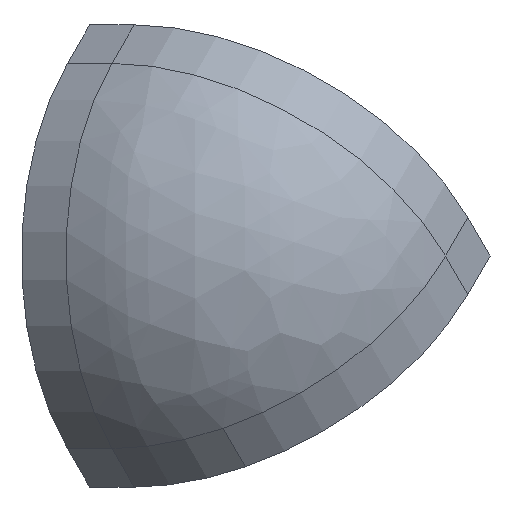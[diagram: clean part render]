
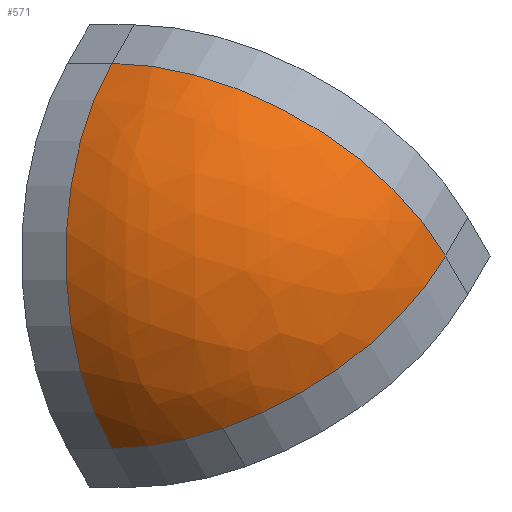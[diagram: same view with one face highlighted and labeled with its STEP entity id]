
A CAD part, front view. The second image highlights one B-rep face of the part: STEP entity #571.
In plain terms, the highlighted free-form (B-spline) face has degree [3, 3] with [4, 4] control points.
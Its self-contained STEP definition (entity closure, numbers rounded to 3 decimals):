
#2 = DIRECTION ( 'NONE',  ( 0.577, 0.817, 0. ) ) ;
#17 = CARTESIAN_POINT ( 'NONE',  ( 0., 0., 0. ) ) ;
#20 = CARTESIAN_POINT ( 'NONE',  ( 12.074, -16.522, -20.68 ) ) ;
#54 = CARTESIAN_POINT ( 'NONE',  ( 20.414, -14.432, 0. ) ) ;
#60 = CARTESIAN_POINT ( 'NONE',  ( 20.549, -8.888, 11.124 ) ) ;
#63 = ORIENTED_EDGE ( 'NONE', *, *, #676, .T. ) ;
#66 = CARTESIAN_POINT ( 'NONE',  ( -14.65, -12.645, -15.826 ) ) ;
#76 = CARTESIAN_POINT ( 'NONE',  ( -14.65, -12.645, 15.826 ) ) ;
#128 = ORIENTED_EDGE ( 'NONE', *, *, #611, .T. ) ;
#158 = CARTESIAN_POINT ( 'NONE',  ( 0., 0., 0. ) ) ;
#159 = FACE_OUTER_BOUND ( 'NONE', #259, .T. ) ;
#161 = CARTESIAN_POINT ( 'NONE',  ( -10.205, -14.435, -17.678 ) ) ;
#164 = CARTESIAN_POINT ( 'NONE',  ( 0., -19.364, -15.812 ) ) ;
#171 = CARTESIAN_POINT ( 'NONE',  ( 20.549, -16.619, 4.948 ) ) ;
#173 = DIRECTION ( 'NONE',  ( 0., 0.775, -0.632 ) ) ;
#251 = DIRECTION ( 'NONE',  ( 0., -0.775, -0.632 ) ) ;
#259 = EDGE_LOOP ( 'NONE', ( #63, #684, #128, #454 ) ) ;
#282 = AXIS2_PLACEMENT_3D ( 'NONE', #666, #418, #173 ) ;
#306 = DIRECTION ( 'NONE',  ( 0.817, -0.577, 0. ) ) ;
#314 = CARTESIAN_POINT ( 'NONE',  ( 12.074, -30.894, 9.197 ) ) ;
#321 = CARTESIAN_POINT ( 'NONE',  ( -2.593, -18.088, -22.639 ) ) ;
#324 = AXIS2_PLACEMENT_3D ( 'NONE', #631, #739, #251 ) ;
#369 = CARTESIAN_POINT ( 'NONE',  ( -14.65, -23.643, -7.039 ) ) ;
#379 = VERTEX_POINT ( 'NONE', #161 ) ;
#399 = CIRCLE ( 'NONE', #324, 25. ) ;
#404 = DIRECTION ( 'NONE',  ( -0.408, -0.577, 0.707 ) ) ;
#418 = DIRECTION ( 'NONE',  ( -0.408, -0.577, -0.707 ) ) ;
#427 = CARTESIAN_POINT ( 'NONE',  ( -14.65, -23.643, 7.039 ) ) ;
#436 = EDGE_CURVE ( 'NONE', #532, #533, #677, .T. ) ;
#446 = CIRCLE ( 'NONE', #671, 25. ) ;
#449 = DIRECTION ( 'NONE',  ( 0., -0.775, -0.632 ) ) ;
#454 = ORIENTED_EDGE ( 'NONE', *, *, #436, .T. ) ;
#486 = CARTESIAN_POINT ( 'NONE',  ( 20.549, -16.619, -4.948 ) ) ;
#491 = EDGE_CURVE ( 'NONE', #691, #379, #446, .T. ) ;
#532 = VERTEX_POINT ( 'NONE', #164 ) ;
#533 = VERTEX_POINT ( 'NONE', #54 ) ;
#534 =( BOUNDED_SURFACE ( )  B_SPLINE_SURFACE ( 3, 3, ( 
 ( #60, #171, #486, #601 ),
 ( #719, #314, #683, #20 ),
 ( #731, #748, #743, #321 ),
 ( #76, #427, #369, #66 ) ),
 .UNSPECIFIED., .F., .F., .T. ) 
 B_SPLINE_SURFACE_WITH_KNOTS ( ( 4, 4 ),
 ( 4, 4 ),
 ( 0., 1. ),
 ( 0., 1. ),
 .UNSPECIFIED. ) 
 GEOMETRIC_REPRESENTATION_ITEM ( )  RATIONAL_B_SPLINE_SURFACE ( (
 ( 1., 0.749, 0.749, 1.),
 ( 0.8, 0.6, 0.6, 0.8),
 ( 0.8, 0.6, 0.6, 0.8),
 ( 1., 0.749, 0.749, 1.) ) ) 
 REPRESENTATION_ITEM ( '' )  SURFACE ( )  );
#541 = CIRCLE ( 'NONE', #282, 25. ) ;
#571 = ADVANCED_FACE ( 'NONE', ( #159 ), #534, .T. ) ;
#590 = AXIS2_PLACEMENT_3D ( 'NONE', #158, #404, #449 ) ;
#601 = CARTESIAN_POINT ( 'NONE',  ( 20.549, -8.888, -11.124 ) ) ;
#611 = EDGE_CURVE ( 'NONE', #379, #532, #399, .T. ) ;
#613 = CARTESIAN_POINT ( 'NONE',  ( -10.205, -14.435, 17.678 ) ) ;
#631 = CARTESIAN_POINT ( 'NONE',  ( 0., 0., 0. ) ) ;
#666 = CARTESIAN_POINT ( 'NONE',  ( 0., 0., 0. ) ) ;
#671 = AXIS2_PLACEMENT_3D ( 'NONE', #17, #306, #2 ) ;
#676 = EDGE_CURVE ( 'NONE', #533, #691, #541, .T. ) ;
#677 = CIRCLE ( 'NONE', #590, 25. ) ;
#683 = CARTESIAN_POINT ( 'NONE',  ( 12.074, -30.894, -9.197 ) ) ;
#684 = ORIENTED_EDGE ( 'NONE', *, *, #491, .T. ) ;
#691 = VERTEX_POINT ( 'NONE', #613 ) ;
#719 = CARTESIAN_POINT ( 'NONE',  ( 12.074, -16.522, 20.68 ) ) ;
#731 = CARTESIAN_POINT ( 'NONE',  ( -2.593, -18.088, 22.639 ) ) ;
#739 = DIRECTION ( 'NONE',  ( -0.408, -0.577, 0.707 ) ) ;
#743 = CARTESIAN_POINT ( 'NONE',  ( -2.593, -33.821, -10.069 ) ) ;
#748 = CARTESIAN_POINT ( 'NONE',  ( -2.593, -33.821, 10.069 ) ) ;
